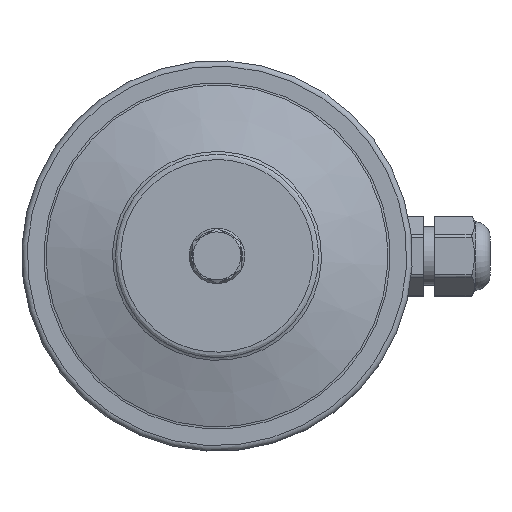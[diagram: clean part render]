
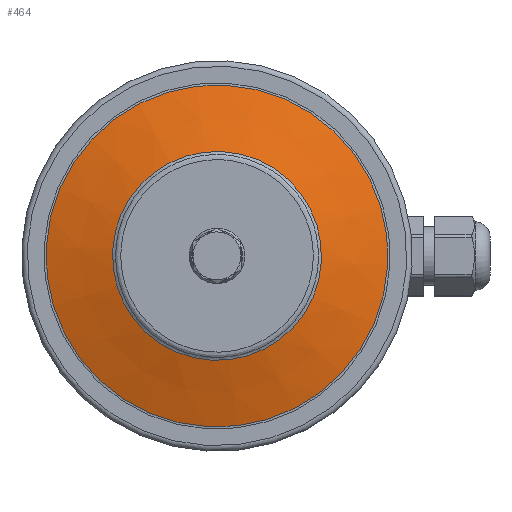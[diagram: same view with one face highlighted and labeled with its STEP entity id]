
A CAD part, top view. The second image highlights one B-rep face of the part: STEP entity #464.
In plain terms, the highlighted conical face has half-angle 73.4 degrees and reference radius 36.989 mm.
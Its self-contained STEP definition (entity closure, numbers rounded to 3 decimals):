
#430=CARTESIAN_POINT('',(-20.591,19.329,247.743));
#431=VERTEX_POINT('',#430);
#432=CARTESIAN_POINT('',(0.,0.,247.743));
#433=DIRECTION('',(0.,0.,1.0));
#434=DIRECTION('',(0.729,-0.684,0.));
#435=AXIS2_PLACEMENT_3D('',#432,#433,#434);
#436=CIRCLE('',#435,28.242);
#437=EDGE_CURVE('',#431,#431,#436,.T.);
#445=CARTESIAN_POINT('',(0.,0.,245.135));
#446=DIRECTION('',(0.,0.,-1.0));
#447=DIRECTION('',(-0.729,0.684,0.));
#448=AXIS2_PLACEMENT_3D('',#445,#446,#447);
#449=CONICAL_SURFACE('',#448,36.989,73.4);
#450=CARTESIAN_POINT('',(-33.7,31.633,242.383));
#451=VERTEX_POINT('',#450);
#452=CARTESIAN_POINT('',(0.,0.,242.383));
#453=DIRECTION('',(0.,0.,-1.0));
#454=DIRECTION('',(0.729,-0.684,0.));
#455=AXIS2_PLACEMENT_3D('',#452,#453,#454);
#456=CIRCLE('',#455,46.22);
#457=EDGE_CURVE('',#451,#451,#456,.T.);
#458=ORIENTED_EDGE('',*,*,#457,.F.);
#459=EDGE_LOOP('',(#458));
#460=FACE_OUTER_BOUND('',#459,.T.);
#461=ORIENTED_EDGE('',*,*,#437,.F.);
#462=EDGE_LOOP('',(#461));
#463=FACE_BOUND('',#462,.T.);
#464=ADVANCED_FACE('',(#460,#463),#449,.T.);
